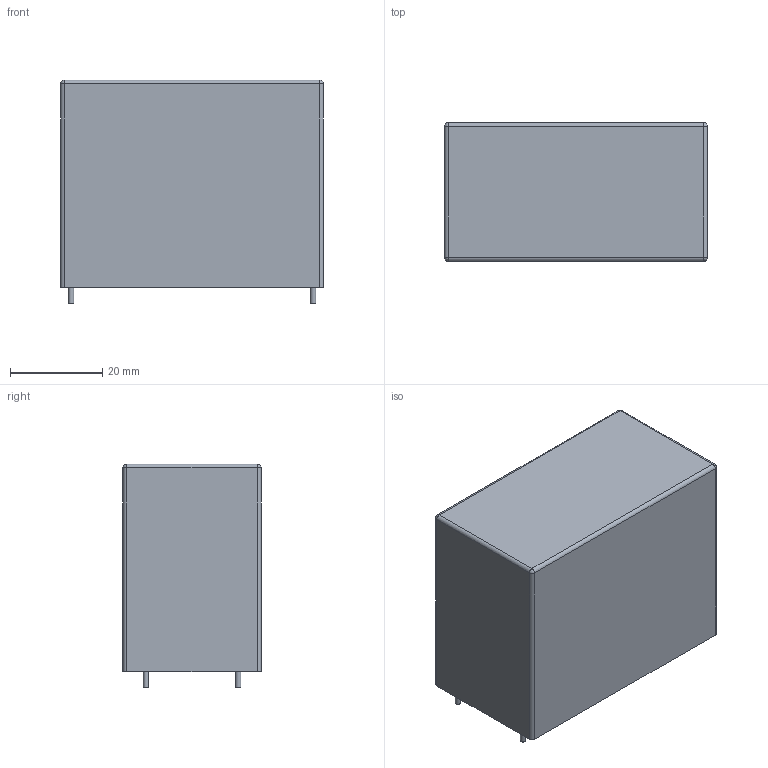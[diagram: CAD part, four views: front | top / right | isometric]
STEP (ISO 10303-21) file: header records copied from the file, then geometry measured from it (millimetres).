
FILE_DESCRIPTION(('FreeCAD Model'),'2;1');
FILE_NAME('WIMA_FILM_CAPACITOR_RADIAL_57.0x30.0x45.0_P52.5_4pin.step','2019-12-10T20:23:14',('Author'),(''), 'Open CASCADE STEP processor 7.3','FreeCAD','Unknown');
FILE_SCHEMA(('AUTOMOTIVE_DESIGN { 1 0 10303 214 1 1 1 1 }'));
Length unit declared in the file: millimetre
Products named in the file (5): Pin1; Pin2; Fillet; Pin1A; Pin2A
Bounding box: 57 x 30 x 48.5 mm (x, y, z)
Volume: 76917.6 mm3; surface area: 11189.4 mm2
Topology: 5 solids, 5 shells, 30 faces, 52 edges, 28 vertices
Faces by surface type: plane 14, cylinder 12, sphere 4
Full cylindrical faces by diameter (mm): 1.2 x4
Entity records: 1505 total; most frequent: CARTESIAN_POINT 231, DIRECTION 212, ORIENTED_EDGE 96, PCURVE 96, DEFINITIONAL_REPRESENTATION 96, LINE 92, VECTOR 92, AXIS2_PLACEMENT_3D 55
